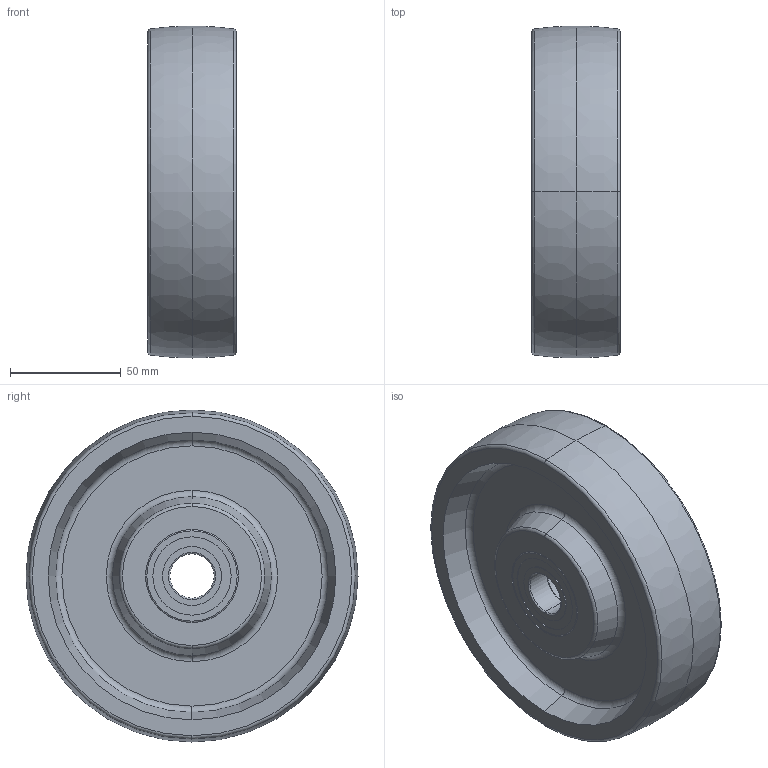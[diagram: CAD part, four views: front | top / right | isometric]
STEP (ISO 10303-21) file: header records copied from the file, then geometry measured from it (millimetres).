
FILE_DESCRIPTION (( 'STEP AP214' ), '1' );
FILE_NAME ('0034852.step', '2022-04-27T11:04:21', ( '' ), ( '' ), 'SwSTEP 2.0', 'SolidWorks 2020', '' );
FILE_SCHEMA (( 'AUTOMOTIVE_DESIGN' ));
Length unit declared in the file: millimetre
Products named in the file (1): 0034852
Bounding box: 40 x 150 x 150 mm (x, y, z)
Volume: 443481 mm3; surface area: 86013.1 mm2
Topology: 11 solids, 11 shells, 134 faces, 268 edges, 158 vertices
Faces by surface type: torus 56, cylinder 46, plane 24, cone 8
Entity records: 5172 total; most frequent: DIRECTION 752, CARTESIAN_POINT 561, ORIENTED_EDGE 536, AXIS2_PLACEMENT_3D 349, EDGE_CURVE 268, CIRCLE 214, VERTEX_POINT 158, EDGE_LOOP 158
